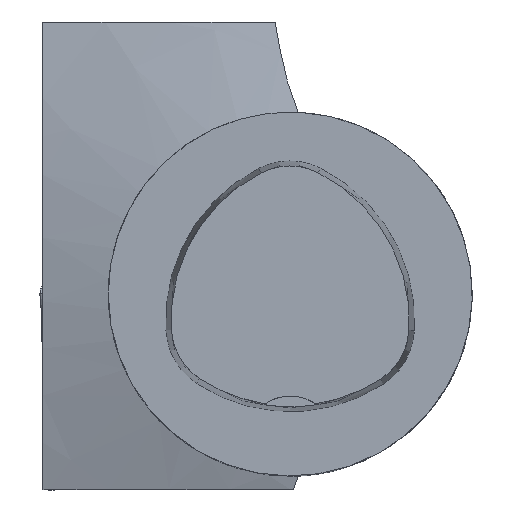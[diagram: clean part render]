
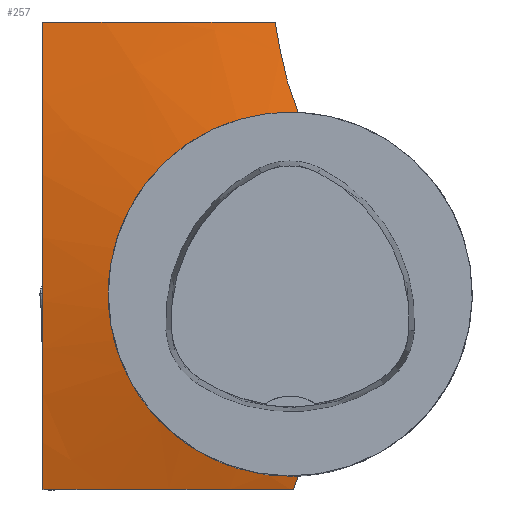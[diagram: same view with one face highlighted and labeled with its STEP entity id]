
A CAD part, top view. The second image highlights one B-rep face of the part: STEP entity #257.
In plain terms, the highlighted conical face has half-angle 75 degrees and reference radius 16 mm.
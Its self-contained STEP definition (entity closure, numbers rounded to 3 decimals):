
#81=CONICAL_SURFACE('',#2191,16.,75.);
#175=CIRCLE('',#2189,17.15);
#176=CIRCLE('',#2190,16.);
#257=ADVANCED_FACE('CAPTO_TURNED_BLANK_CONE',(#429),#81,.T.);
#429=FACE_OUTER_BOUND('',#534,.T.);
#534=EDGE_LOOP('',(#904,#905,#906,#907,#908,#909,#910,#911));
#904=ORIENTED_EDGE('',*,*,#1527,.T.);
#905=ORIENTED_EDGE('',*,*,#1525,.T.);
#906=ORIENTED_EDGE('',*,*,#1496,.T.);
#907=ORIENTED_EDGE('',*,*,#1528,.F.);
#908=ORIENTED_EDGE('',*,*,#1529,.F.);
#909=ORIENTED_EDGE('',*,*,#1530,.F.);
#910=ORIENTED_EDGE('',*,*,#1531,.T.);
#911=ORIENTED_EDGE('',*,*,#1532,.F.);
#1266=VERTEX_POINT('',#3599);
#1267=VERTEX_POINT('',#3608);
#1288=VERTEX_POINT('',#3670);
#1289=VERTEX_POINT('',#3677);
#1290=VERTEX_POINT('',#3682);
#1291=VERTEX_POINT('',#3687);
#1292=VERTEX_POINT('',#3689);
#1293=VERTEX_POINT('',#3694);
#1496=EDGE_CURVE('',#1267,#1266,#2076,.T.);
#1525=EDGE_CURVE('',#1288,#1267,#2078,.T.);
#1527=EDGE_CURVE('',#1289,#1288,#2079,.T.);
#1528=EDGE_CURVE('',#1290,#1266,#2080,.T.);
#1529=EDGE_CURVE('',#1291,#1290,#2081,.T.);
#1530=EDGE_CURVE('',#1292,#1291,#175,.T.);
#1531=EDGE_CURVE('',#1292,#1293,#2082,.T.);
#1532=EDGE_CURVE('',#1289,#1293,#176,.T.);
#2076=B_SPLINE_CURVE_WITH_KNOTS('',3,(#3600,#3601,#3602,#3603,#3604,#3605,
#3606,#3607),.UNSPECIFIED.,.F.,.F.,(4,2,2,4),(0.,0.5,0.75,1.),
 .UNSPECIFIED.);
#2078=B_SPLINE_CURVE_WITH_KNOTS('',3,(#3666,#3667,#3668,#3669),
 .UNSPECIFIED.,.F.,.F.,(4,4),(0.,1.),.UNSPECIFIED.);
#2079=B_SPLINE_CURVE_WITH_KNOTS('',3,(#3673,#3674,#3675,#3676),
 .UNSPECIFIED.,.F.,.F.,(4,4),(0.,1.),.UNSPECIFIED.);
#2080=B_SPLINE_CURVE_WITH_KNOTS('',3,(#3678,#3679,#3680,#3681),
 .UNSPECIFIED.,.F.,.F.,(4,4),(0.,1.),.UNSPECIFIED.);
#2081=B_SPLINE_CURVE_WITH_KNOTS('',3,(#3683,#3684,#3685,#3686),
 .UNSPECIFIED.,.F.,.F.,(4,4),(0.,1.),.UNSPECIFIED.);
#2082=B_SPLINE_CURVE_WITH_KNOTS('',3,(#3690,#3691,#3692,#3693),
 .UNSPECIFIED.,.F.,.F.,(4,4),(0.,1.),.UNSPECIFIED.);
#2189=AXIS2_PLACEMENT_3D('',#3688,#2534,#2535);
#2190=AXIS2_PLACEMENT_3D('',#3695,#2536,#2537);
#2191=AXIS2_PLACEMENT_3D('',#3696,#2538,#2539);
#2534=DIRECTION('',(0.,0.,-1.));
#2535=DIRECTION('',(0.,-1.,0.));
#2536=DIRECTION('',(0.,0.,1.));
#2537=DIRECTION('',(0.,1.,0.));
#2538=DIRECTION('',(0.,0.,-1.));
#2539=DIRECTION('',(0.,-1.,0.));
#3599=CARTESIAN_POINT('',(-21.75,-17.129,-19.052));
#3600=CARTESIAN_POINT('',(-21.75,23.945,-20.301));
#3601=CARTESIAN_POINT('',(-21.75,17.281,-18.98));
#3602=CARTESIAN_POINT('',(-21.75,10.573,-17.853));
#3603=CARTESIAN_POINT('',(-21.75,0.238,-17.39));
#3604=CARTESIAN_POINT('',(-21.75,-3.272,-17.46));
#3605=CARTESIAN_POINT('',(-21.75,-10.224,-18.011));
#3606=CARTESIAN_POINT('',(-21.75,-13.688,-18.481));
#3607=CARTESIAN_POINT('',(-21.75,-17.129,-19.052));
#3608=CARTESIAN_POINT('',(-21.75,23.945,-20.301));
#3666=CARTESIAN_POINT('',(-1.33,23.945,-18.06));
#3667=CARTESIAN_POINT('',(-8.215,23.945,-18.162));
#3668=CARTESIAN_POINT('',(-15.,23.945,-19.085));
#3669=CARTESIAN_POINT('',(-21.75,23.945,-20.301));
#3670=CARTESIAN_POINT('',(-1.33,23.945,-18.06));
#3673=CARTESIAN_POINT('',(0.706,15.984,-15.921));
#3674=CARTESIAN_POINT('',(-0.36,18.536,-16.591));
#3675=CARTESIAN_POINT('',(-0.917,21.227,-17.326));
#3676=CARTESIAN_POINT('',(-1.33,23.945,-18.06));
#3677=CARTESIAN_POINT('',(0.706,15.984,-15.921));
#3678=CARTESIAN_POINT('',(-21.25,-17.15,-18.951));
#3679=CARTESIAN_POINT('',(-21.418,-17.15,-18.986));
#3680=CARTESIAN_POINT('',(-21.584,-17.143,-19.019));
#3681=CARTESIAN_POINT('',(-21.75,-17.129,-19.052));
#3682=CARTESIAN_POINT('',(-21.25,-17.15,-18.951));
#3683=CARTESIAN_POINT('',(0.,-17.15,-16.229));
#3684=CARTESIAN_POINT('',(-7.147,-17.15,-16.229));
#3685=CARTESIAN_POINT('',(-14.243,-17.15,-17.489));
#3686=CARTESIAN_POINT('',(-21.25,-17.15,-18.951));
#3687=CARTESIAN_POINT('',(0.,-17.15,-16.229));
#3688=CARTESIAN_POINT('',(0.,0.,-16.229));
#3689=CARTESIAN_POINT('',(0.262,-17.148,-16.229));
#3690=CARTESIAN_POINT('',(0.262,-17.148,-16.229));
#3691=CARTESIAN_POINT('',(0.399,-16.757,-16.125));
#3692=CARTESIAN_POINT('',(0.546,-16.369,-16.022));
#3693=CARTESIAN_POINT('',(0.706,-15.984,-15.921));
#3694=CARTESIAN_POINT('',(0.706,-15.984,-15.921));
#3695=CARTESIAN_POINT('',(0.,0.,-15.921));
#3696=CARTESIAN_POINT('',(0.,0.,-15.921));
